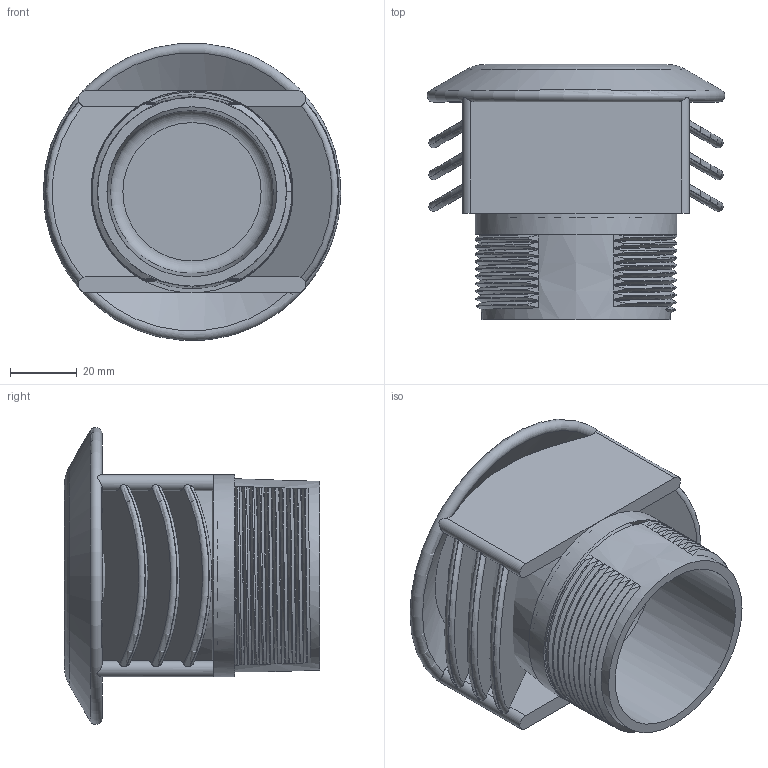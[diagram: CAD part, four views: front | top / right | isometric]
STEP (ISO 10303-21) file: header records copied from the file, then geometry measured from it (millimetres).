
FILE_DESCRIPTION(/* description */ ('2" VENT CAP'),/* implementation_level */ '2;1');
FILE_NAME(/* name */ 'VC230.stp',/* time_stamp */ '2016-08-03T11:07:44-04:00',/* author */ ('DCerny'),/* organization */ (''),/* preprocessor_version */ 'ST-DEVELOPER v16.1',/* originating_system */ 'Autodesk Inventor 2016',/* authorisation */ '');
FILE_SCHEMA (('AUTOMOTIVE_DESIGN { 1 0 10303 214 3 1 1 }'));
Length unit declared in the file: inch
Products named in the file (3): VC200; VC212S; VC230
Assembly tree (2 placements, depth 2):
  VC230
    VC200
    VC212S
Bounding box: 88.9 x 76.2 x 88.72 mm (x, y, z)
Volume: 102666.8 mm3; surface area: 72729.6 mm2
Topology: 2 solids, 2 shells, 200 faces, 540 edges, 356 vertices
Faces by surface type: plane 95, bspline 53, cylinder 24, torus 16, cone 12
Full cylindrical faces by diameter (mm): 50.8 x1, 60.325 x1
Entity records: 9620 total; most frequent: CARTESIAN_POINT 5250, ORIENTED_EDGE 1050, DIRECTION 652, EDGE_CURVE 525, VERTEX_POINT 351, AXIS2_PLACEMENT_3D 271, B_SPLINE_CURVE_WITH_KNOTS 240, EDGE_LOOP 238
